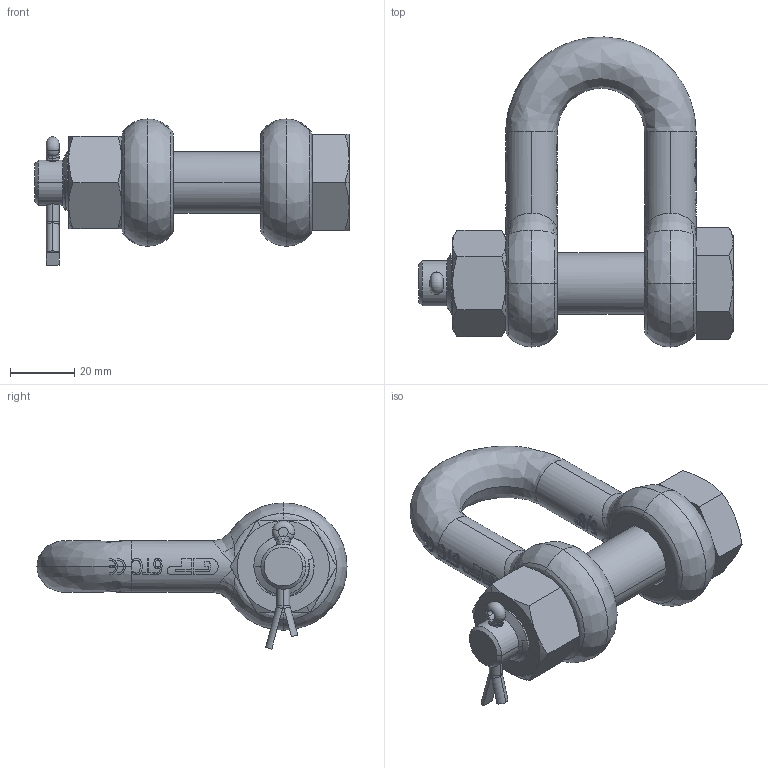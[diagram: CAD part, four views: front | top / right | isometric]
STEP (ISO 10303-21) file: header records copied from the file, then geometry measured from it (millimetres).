
FILE_DESCRIPTION (( 'STEP AP203' ), '1' );
FILE_NAME ('GPGDMB16.step', '2009-08-07T12:15:47', ( '.' ), ( '.' ), 'SwSTEP 2.0', 'SolidWorks 2009', '' );
FILE_SCHEMA (( 'CONFIG_CONTROL_DESIGN' ));
Length unit declared in the file: millimetre
Products named in the file (5): 3,25_3; GPGDMB16; 3,25_2; 3,25_1; 3,25_4
Assembly tree (4 placements, depth 2):
  GPGDMB16
    3,25_4
    3,25_3
    3,25_2
    3,25_1
Bounding box: 97.5 x 96.23 x 45.34 mm (x, y, z)
Volume: 88617.3 mm3; surface area: 27444.1 mm2
Topology: 4 solids, 4 shells, 681 faces, 1861 edges, 1217 vertices
Faces by surface type: bspline 305, plane 237, cylinder 106, cone 28, torus 5
Entity records: 36337 total; most frequent: CARTESIAN_POINT 20885, ORIENTED_EDGE 3706, DIRECTION 2124, EDGE_CURVE 1853, VERTEX_POINT 1217, VECTOR 788, LINE 788, B_SPLINE_CURVE_WITH_KNOTS 734
